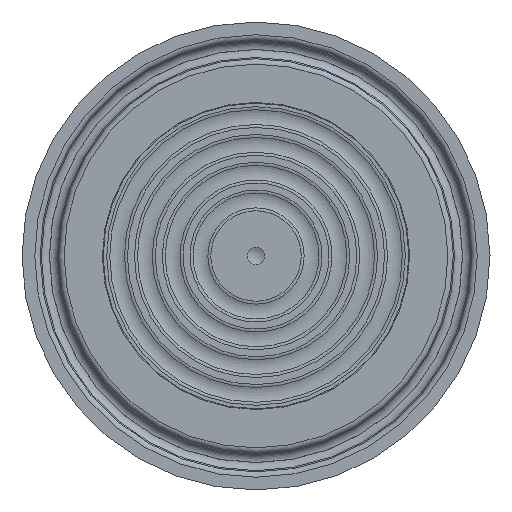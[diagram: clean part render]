
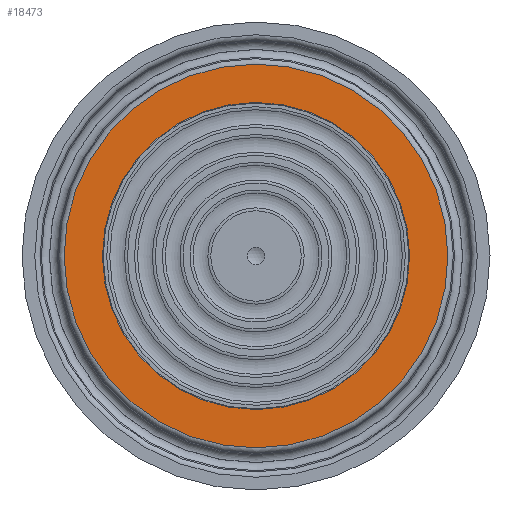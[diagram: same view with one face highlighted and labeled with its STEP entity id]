
A CAD part, left-side view. The second image highlights one B-rep face of the part: STEP entity #18473.
In plain terms, the highlighted planar face has unit normal (-1, 0, 0).
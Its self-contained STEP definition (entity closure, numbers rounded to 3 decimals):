
#266=FACE_BOUND('',#3202,.T.);
#1049=PLANE('',#19441);
#2105=FACE_OUTER_BOUND('',#3201,.T.);
#3201=EDGE_LOOP('',(#17144));
#3202=EDGE_LOOP('',(#17145));
#3585=CIRCLE('',#19438,21.);
#3587=CIRCLE('',#19442,26.242);
#8836=VERTEX_POINT('',#58711);
#8838=VERTEX_POINT('',#58718);
#11616=EDGE_CURVE('',#8836,#8836,#3585,.T.);
#11619=EDGE_CURVE('',#8838,#8838,#3587,.T.);
#17144=ORIENTED_EDGE('',*,*,#11619,.F.);
#17145=ORIENTED_EDGE('',*,*,#11616,.T.);
#18473=ADVANCED_FACE('',(#2105,#266),#1049,.T.);
#19438=AXIS2_PLACEMENT_3D('',#58712,#22223,#22224);
#19441=AXIS2_PLACEMENT_3D('',#58717,#22230,#22231);
#19442=AXIS2_PLACEMENT_3D('',#58719,#22232,#22233);
#22223=DIRECTION('center_axis',(1.,0.,0.));
#22224=DIRECTION('ref_axis',(0.,1.,0.));
#22230=DIRECTION('center_axis',(-1.,0.,0.));
#22231=DIRECTION('ref_axis',(0.,0.,1.));
#22232=DIRECTION('center_axis',(1.,0.,0.));
#22233=DIRECTION('ref_axis',(0.,0.,-1.));
#58711=CARTESIAN_POINT('',(0.,-21.,0.));
#58712=CARTESIAN_POINT('Origin',(0.,0.,
0.));
#58717=CARTESIAN_POINT('Origin',(0.,26.242,
0.));
#58718=CARTESIAN_POINT('',(0.,0.,
26.242));
#58719=CARTESIAN_POINT('Origin',(0.,0.,
0.));
